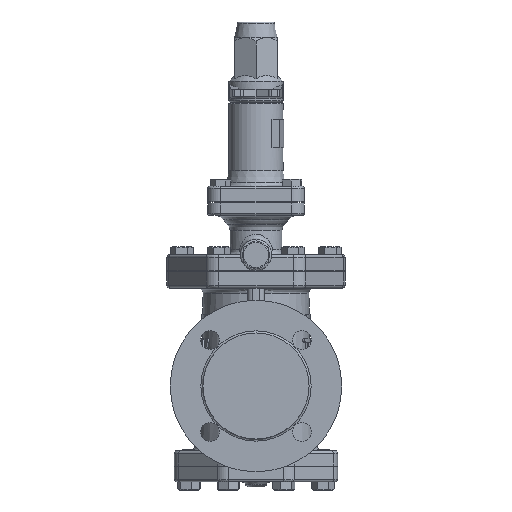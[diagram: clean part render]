
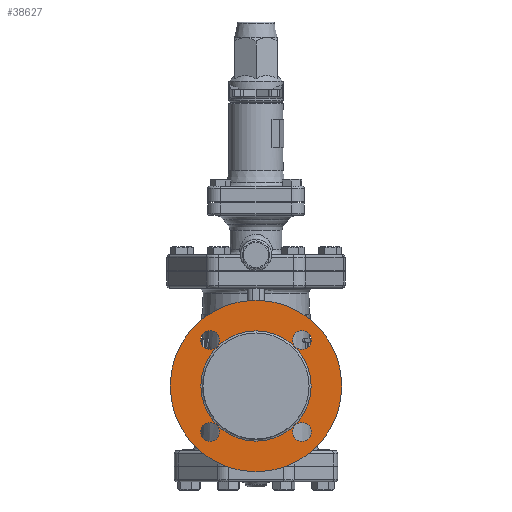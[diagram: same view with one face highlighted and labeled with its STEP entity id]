
A CAD part, left-side view. The second image highlights one B-rep face of the part: STEP entity #38627.
In plain terms, the highlighted planar face has unit normal (-1, 0, 0).
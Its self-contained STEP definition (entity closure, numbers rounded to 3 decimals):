
#38461=CARTESIAN_POINT('',(-112.,0.,159.5));
#38462=VERTEX_POINT('',#38461);
#38463=CARTESIAN_POINT('',(-112.,0.0,77.));
#38464=DIRECTION('',(1.0,0.0,0.0));
#38465=DIRECTION('',(0.0,0.0,-1.0));
#38466=AXIS2_PLACEMENT_3D('',#38463,#38464,#38465);
#38467=CIRCLE('',#38466,82.5);
#38468=EDGE_CURVE('',#38462,#38462,#38467,.T.);
#38540=CARTESIAN_POINT('',(-112.,0.,130.));
#38541=VERTEX_POINT('',#38540);
#38542=CARTESIAN_POINT('',(-112.,0.0,77.));
#38543=DIRECTION('',(-1.0,0.0,0.0));
#38544=DIRECTION('',(0.0,0.0,-1.0));
#38545=AXIS2_PLACEMENT_3D('',#38542,#38543,#38544);
#38546=CIRCLE('',#38545,53.);
#38547=EDGE_CURVE('',#38541,#38541,#38546,.T.);
#38572=CARTESIAN_POINT('',(-112.,0.0,77.));
#38573=DIRECTION('',(1.0,0.0,0.0));
#38574=DIRECTION('',(0.0,0.0,-1.0));
#38575=AXIS2_PLACEMENT_3D('',#38572,#38573,#38574);
#38576=PLANE('',#38575);
#38577=ORIENTED_EDGE('',*,*,#38468,.F.);
#38578=EDGE_LOOP('',(#38577));
#38579=FACE_OUTER_BOUND('',#38578,.T.);
#38580=ORIENTED_EDGE('',*,*,#38547,.F.);
#38581=EDGE_LOOP('',(#38580));
#38582=FACE_BOUND('',#38581,.T.);
#38583=CARTESIAN_POINT('',(-112.,-53.194,32.806));
#38584=VERTEX_POINT('',#38583);
#38585=CARTESIAN_POINT('',(-112.,-44.194,32.806));
#38586=DIRECTION('',(1.0,0.0,0.0));
#38587=DIRECTION('',(0.0,-1.0,0.0));
#38588=AXIS2_PLACEMENT_3D('',#38585,#38586,#38587);
#38589=CIRCLE('',#38588,9.0);
#38590=EDGE_CURVE('',#38584,#38584,#38589,.T.);
#38591=ORIENTED_EDGE('',*,*,#38590,.T.);
#38592=EDGE_LOOP('',(#38591));
#38593=FACE_BOUND('',#38592,.T.);
#38594=CARTESIAN_POINT('',(-112.,-44.194,130.194));
#38595=VERTEX_POINT('',#38594);
#38596=CARTESIAN_POINT('',(-112.,-44.194,121.194));
#38597=DIRECTION('',(1.0,0.0,0.0));
#38598=DIRECTION('',(0.0,0.0,1.0));
#38599=AXIS2_PLACEMENT_3D('',#38596,#38597,#38598);
#38600=CIRCLE('',#38599,9.0);
#38601=EDGE_CURVE('',#38595,#38595,#38600,.T.);
#38602=ORIENTED_EDGE('',*,*,#38601,.T.);
#38603=EDGE_LOOP('',(#38602));
#38604=FACE_BOUND('',#38603,.T.);
#38605=CARTESIAN_POINT('',(-112.,53.194,121.194));
#38606=VERTEX_POINT('',#38605);
#38607=CARTESIAN_POINT('',(-112.,44.194,121.194));
#38608=DIRECTION('',(1.0,0.0,0.0));
#38609=DIRECTION('',(0.0,1.0,0.0));
#38610=AXIS2_PLACEMENT_3D('',#38607,#38608,#38609);
#38611=CIRCLE('',#38610,9.0);
#38612=EDGE_CURVE('',#38606,#38606,#38611,.T.);
#38613=ORIENTED_EDGE('',*,*,#38612,.T.);
#38614=EDGE_LOOP('',(#38613));
#38615=FACE_BOUND('',#38614,.T.);
#38616=CARTESIAN_POINT('',(-112.,44.194,23.806));
#38617=VERTEX_POINT('',#38616);
#38618=CARTESIAN_POINT('',(-112.,44.194,32.806));
#38619=DIRECTION('',(1.0,0.0,0.0));
#38620=DIRECTION('',(0.0,0.0,-1.0));
#38621=AXIS2_PLACEMENT_3D('',#38618,#38619,#38620);
#38622=CIRCLE('',#38621,9.0);
#38623=EDGE_CURVE('',#38617,#38617,#38622,.T.);
#38624=ORIENTED_EDGE('',*,*,#38623,.T.);
#38625=EDGE_LOOP('',(#38624));
#38626=FACE_BOUND('',#38625,.T.);
#38627=ADVANCED_FACE('',(#38579,#38582,#38593,#38604,#38615,#38626),#38576,.F.);
